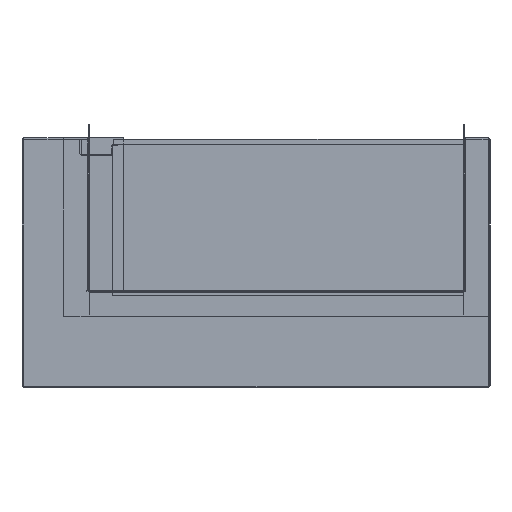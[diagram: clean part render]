
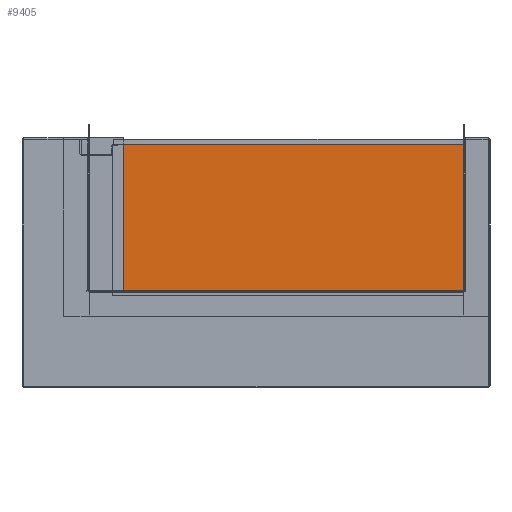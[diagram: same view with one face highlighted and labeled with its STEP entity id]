
A CAD part, left-side view. The second image highlights one B-rep face of the part: STEP entity #9405.
In plain terms, the highlighted planar face has unit normal (-1, 0, 0).
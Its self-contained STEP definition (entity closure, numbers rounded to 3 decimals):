
#378 = DIRECTION ( 'NONE',  ( 0., 1., 0. ) ) ;
#845 = VECTOR ( 'NONE', #6396, 1000. ) ;
#1303 = CARTESIAN_POINT ( 'NONE',  ( -899., 371., -155. ) ) ;
#1555 = EDGE_LOOP ( 'NONE', ( #1754, #21768, #27546, #2195 ) ) ;
#1754 = ORIENTED_EDGE ( 'NONE', *, *, #35775, .F. ) ;
#2195 = ORIENTED_EDGE ( 'NONE', *, *, #34684, .F. ) ;
#2838 = FACE_OUTER_BOUND ( 'NONE', #1555, .T. ) ;
#3357 = AXIS2_PLACEMENT_3D ( 'NONE', #11893, #21996, #41160 ) ;
#3815 = LINE ( 'NONE', #33944, #20059 ) ;
#6396 = DIRECTION ( 'NONE',  ( 0., 0., -1. ) ) ;
#8078 = VERTEX_POINT ( 'NONE', #37583 ) ;
#9405 = ADVANCED_FACE ( 'NONE', ( #2838 ), #41363, .T. ) ;
#11561 = LINE ( 'NONE', #41238, #14222 ) ;
#11893 = CARTESIAN_POINT ( 'NONE',  ( -899., 0., 0. ) ) ;
#14222 = VECTOR ( 'NONE', #30928, 1000. ) ;
#15029 = VERTEX_POINT ( 'NONE', #38758 ) ;
#15432 = VERTEX_POINT ( 'NONE', #1303 ) ;
#16296 = CARTESIAN_POINT ( 'NONE',  ( -899., 371., -155. ) ) ;
#17784 = DIRECTION ( 'NONE',  ( 0., 0., 1. ) ) ;
#19433 = VECTOR ( 'NONE', #378, 1000. ) ;
#20059 = VECTOR ( 'NONE', #17784, 1000. ) ;
#21768 = ORIENTED_EDGE ( 'NONE', *, *, #34533, .F. ) ;
#21907 = EDGE_CURVE ( 'NONE', #8078, #15029, #11561, .T. ) ;
#21996 = DIRECTION ( 'NONE',  ( -1., 0., 0. ) ) ;
#22742 = LINE ( 'NONE', #26394, #845 ) ;
#26394 = CARTESIAN_POINT ( 'NONE',  ( -899., 26., -155. ) ) ;
#27546 = ORIENTED_EDGE ( 'NONE', *, *, #21907, .F. ) ;
#30928 = DIRECTION ( 'NONE',  ( 0., -1., 0. ) ) ;
#32659 = LINE ( 'NONE', #16296, #19433 ) ;
#33473 = CARTESIAN_POINT ( 'NONE',  ( -899., 26., -155. ) ) ;
#33944 = CARTESIAN_POINT ( 'NONE',  ( -899., 371., -155. ) ) ;
#34533 = EDGE_CURVE ( 'NONE', #15029, #39278, #22742, .T. ) ;
#34684 = EDGE_CURVE ( 'NONE', #15432, #8078, #3815, .T. ) ;
#35775 = EDGE_CURVE ( 'NONE', #39278, #15432, #32659, .T. ) ;
#37583 = CARTESIAN_POINT ( 'NONE',  ( -899., 371., -6. ) ) ;
#38758 = CARTESIAN_POINT ( 'NONE',  ( -899., 26., -6. ) ) ;
#39278 = VERTEX_POINT ( 'NONE', #33473 ) ;
#41160 = DIRECTION ( 'NONE',  ( 0., 0., 1. ) ) ;
#41238 = CARTESIAN_POINT ( 'NONE',  ( -899., 371., -6. ) ) ;
#41363 = PLANE ( 'NONE',  #3357 ) ;
